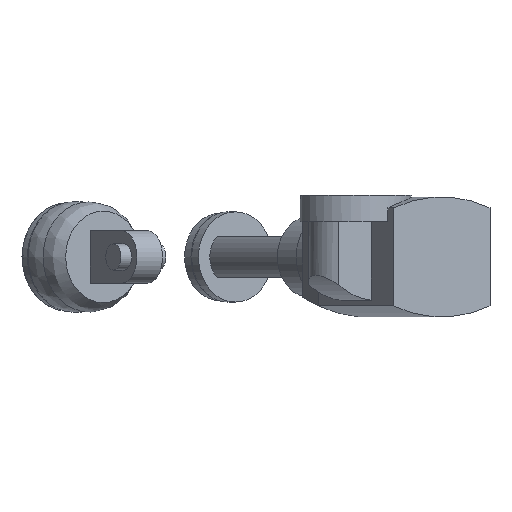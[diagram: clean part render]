
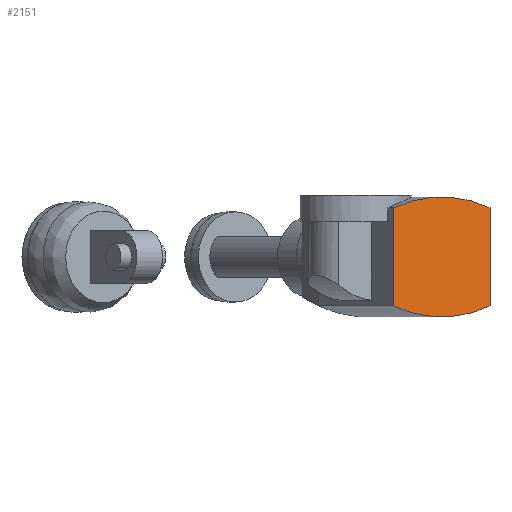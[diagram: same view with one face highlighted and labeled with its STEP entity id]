
A CAD part, left-side view. The second image highlights one B-rep face of the part: STEP entity #2151.
In plain terms, the highlighted face is planar.
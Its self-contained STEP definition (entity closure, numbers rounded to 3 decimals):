
#168=LINE('',#3741,#277);
#169=LINE('',#3743,#278);
#277=VECTOR('',#2972,10.);
#278=VECTOR('',#2975,10.);
#485=FACE_OUTER_BOUND('',#686,.T.);
#686=EDGE_LOOP('',(#1712,#1713,#1714,#1715));
#823=CIRCLE('',#2288,125.);
#888=CIRCLE('',#2420,125.);
#991=VERTEX_POINT('',#3474);
#992=VERTEX_POINT('',#3476);
#1065=VERTEX_POINT('',#3735);
#1066=VERTEX_POINT('',#3737);
#1182=EDGE_CURVE('',#992,#991,#823,.T.);
#1294=EDGE_CURVE('',#1066,#1065,#888,.T.);
#1296=EDGE_CURVE('',#991,#1066,#168,.T.);
#1297=EDGE_CURVE('',#1065,#992,#169,.T.);
#1712=ORIENTED_EDGE('',*,*,#1297,.T.);
#1713=ORIENTED_EDGE('',*,*,#1182,.T.);
#1714=ORIENTED_EDGE('',*,*,#1296,.T.);
#1715=ORIENTED_EDGE('',*,*,#1294,.T.);
#2023=PLANE('',#2423);
#2151=ADVANCED_FACE('',(#485),#2023,.T.);
#2288=AXIS2_PLACEMENT_3D('',#3477,#2660,#2661);
#2420=AXIS2_PLACEMENT_3D('',#3738,#2967,#2968);
#2423=AXIS2_PLACEMENT_3D('',#3744,#2976,#2977);
#2660=DIRECTION('center_axis',(0.,1.,0.));
#2661=DIRECTION('ref_axis',(0.933,0.,0.36));
#2967=DIRECTION('center_axis',(0.,1.,0.));
#2968=DIRECTION('ref_axis',(-0.933,0.,-0.36));
#2972=DIRECTION('',(-1.,0.,0.));
#2975=DIRECTION('',(1.,0.,0.));
#2976=DIRECTION('center_axis',(0.,1.,0.));
#2977=DIRECTION('ref_axis',(1.,0.,0.));
#3474=CARTESIAN_POINT('',(-677.415,100.,-28.653));
#3476=CARTESIAN_POINT('',(-677.415,100.,61.347));
#3477=CARTESIAN_POINT('Origin',(-794.034,100.,16.347));
#3735=CARTESIAN_POINT('',(-752.415,100.,61.347));
#3737=CARTESIAN_POINT('',(-752.415,100.,-28.653));
#3738=CARTESIAN_POINT('Origin',(-635.796,100.,16.347));
#3741=CARTESIAN_POINT('',(-714.915,100.,-28.653));
#3743=CARTESIAN_POINT('',(-714.915,100.,61.347));
#3744=CARTESIAN_POINT('Origin',(-714.915,100.,16.347));
